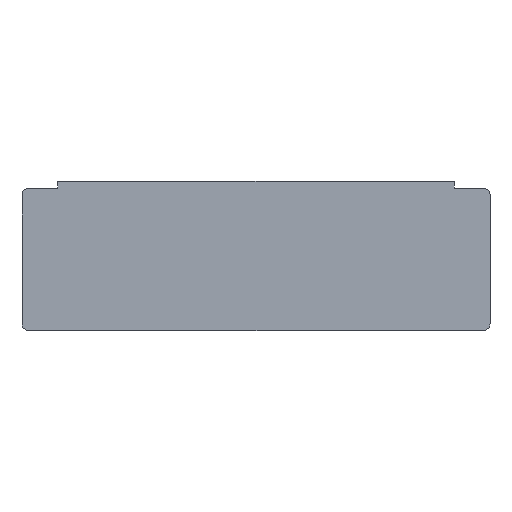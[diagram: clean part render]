
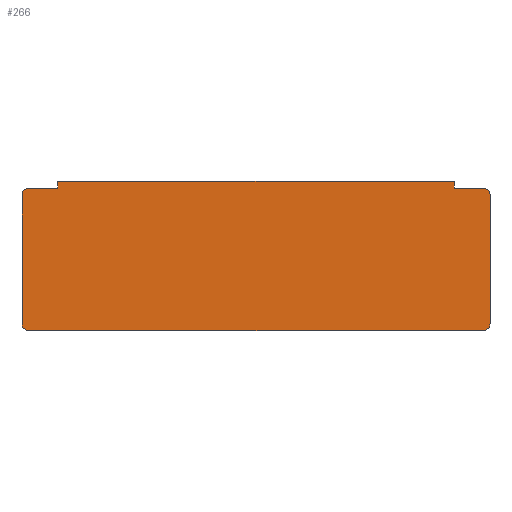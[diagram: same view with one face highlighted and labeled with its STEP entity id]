
A CAD part, top view. The second image highlights one B-rep face of the part: STEP entity #266.
In plain terms, the highlighted planar face has unit normal (0, 0, 1).
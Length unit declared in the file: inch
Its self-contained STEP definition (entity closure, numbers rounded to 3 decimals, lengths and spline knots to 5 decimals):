
#15=CIRCLE('',#292,0.11811);
#17=CIRCLE('',#296,0.11811);
#19=CIRCLE('',#300,0.11811);
#21=CIRCLE('',#304,0.11811);
#40=FACE_OUTER_BOUND('',#54,.T.);
#54=EDGE_LOOP('',(#231,#232,#233,#234,#235,#236,#237,#238,#239,#240,#241,
#242));
#55=LINE('',#387,#83);
#59=LINE('',#395,#87);
#62=LINE('',#401,#90);
#65=LINE('',#407,#93);
#69=LINE('',#419,#97);
#73=LINE('',#431,#101);
#77=LINE('',#443,#105);
#81=LINE('',#454,#109);
#83=VECTOR('',#313,0.3937);
#87=VECTOR('',#319,0.3937);
#90=VECTOR('',#324,0.3937);
#93=VECTOR('',#329,0.3937);
#97=VECTOR('',#341,0.3937);
#101=VECTOR('',#353,0.3937);
#105=VECTOR('',#365,0.3937);
#109=VECTOR('',#377,0.3937);
#111=VERTEX_POINT('',#385);
#112=VERTEX_POINT('',#386);
#115=VERTEX_POINT('',#394);
#117=VERTEX_POINT('',#400);
#119=VERTEX_POINT('',#406);
#121=VERTEX_POINT('',#412);
#123=VERTEX_POINT('',#418);
#125=VERTEX_POINT('',#424);
#127=VERTEX_POINT('',#430);
#129=VERTEX_POINT('',#436);
#131=VERTEX_POINT('',#442);
#133=VERTEX_POINT('',#448);
#135=EDGE_CURVE('',#111,#112,#55,.T.);
#139=EDGE_CURVE('',#112,#115,#59,.T.);
#142=EDGE_CURVE('',#115,#117,#62,.T.);
#145=EDGE_CURVE('',#117,#119,#65,.T.);
#148=EDGE_CURVE('',#119,#121,#15,.T.);
#151=EDGE_CURVE('',#121,#123,#69,.T.);
#154=EDGE_CURVE('',#123,#125,#17,.T.);
#157=EDGE_CURVE('',#125,#127,#73,.T.);
#160=EDGE_CURVE('',#127,#129,#19,.T.);
#163=EDGE_CURVE('',#129,#131,#77,.T.);
#166=EDGE_CURVE('',#131,#133,#21,.T.);
#169=EDGE_CURVE('',#133,#111,#81,.T.);
#231=ORIENTED_EDGE('',*,*,#135,.F.);
#232=ORIENTED_EDGE('',*,*,#169,.F.);
#233=ORIENTED_EDGE('',*,*,#166,.F.);
#234=ORIENTED_EDGE('',*,*,#163,.F.);
#235=ORIENTED_EDGE('',*,*,#160,.F.);
#236=ORIENTED_EDGE('',*,*,#157,.F.);
#237=ORIENTED_EDGE('',*,*,#154,.F.);
#238=ORIENTED_EDGE('',*,*,#151,.F.);
#239=ORIENTED_EDGE('',*,*,#148,.F.);
#240=ORIENTED_EDGE('',*,*,#145,.F.);
#241=ORIENTED_EDGE('',*,*,#142,.F.);
#242=ORIENTED_EDGE('',*,*,#139,.F.);
#252=PLANE('',#308);
#266=ADVANCED_FACE('',(#40),#252,.T.);
#292=AXIS2_PLACEMENT_3D('',#413,#334,#335);
#296=AXIS2_PLACEMENT_3D('',#425,#346,#347);
#300=AXIS2_PLACEMENT_3D('',#437,#358,#359);
#304=AXIS2_PLACEMENT_3D('',#449,#370,#371);
#308=AXIS2_PLACEMENT_3D('',#457,#381,#382);
#313=DIRECTION('',(0.,1.,0.));
#319=DIRECTION('',(1.,0.,0.));
#324=DIRECTION('',(0.,-1.,0.));
#329=DIRECTION('',(1.,0.,0.));
#334=DIRECTION('center_axis',(0.,0.,-1.));
#335=DIRECTION('ref_axis',(1.,0.,0.));
#341=DIRECTION('',(0.,-1.,0.));
#346=DIRECTION('center_axis',(0.,0.,-1.));
#347=DIRECTION('ref_axis',(0.,-1.,0.));
#353=DIRECTION('',(-1.,0.,0.));
#358=DIRECTION('center_axis',(0.,0.,-1.));
#359=DIRECTION('ref_axis',(-1.,0.,0.));
#365=DIRECTION('',(0.,1.,0.));
#370=DIRECTION('center_axis',(0.,0.,-1.));
#371=DIRECTION('ref_axis',(0.,1.,0.));
#377=DIRECTION('',(1.,0.,0.));
#381=DIRECTION('center_axis',(0.,0.,1.));
#382=DIRECTION('ref_axis',(1.,0.,0.));
#385=CARTESIAN_POINT('',(0.51378,2.63189,0.11811));
#386=CARTESIAN_POINT('',(0.51378,2.75,0.11811));
#387=CARTESIAN_POINT('',(0.51378,2.75,0.11811));
#394=CARTESIAN_POINT('',(7.51378,2.75,0.11811));
#395=CARTESIAN_POINT('',(7.51378,2.75,0.11811));
#400=CARTESIAN_POINT('',(7.51378,2.63189,0.11811));
#401=CARTESIAN_POINT('',(7.51378,2.63189,0.11811));
#406=CARTESIAN_POINT('',(8.02756,2.63189,0.11811));
#407=CARTESIAN_POINT('',(8.02756,2.63189,0.11811));
#412=CARTESIAN_POINT('',(8.14567,2.51378,0.11811));
#413=CARTESIAN_POINT('Origin',(8.02756,2.51378,0.11811));
#418=CARTESIAN_POINT('',(8.14567,0.23622,0.11811));
#419=CARTESIAN_POINT('',(8.14567,0.23622,0.11811));
#424=CARTESIAN_POINT('',(8.02756,0.11811,0.11811));
#425=CARTESIAN_POINT('Origin',(8.02756,0.23622,0.11811));
#430=CARTESIAN_POINT('',(0.,0.11811,0.11811));
#431=CARTESIAN_POINT('',(0.,0.11811,0.11811));
#436=CARTESIAN_POINT('',(-0.11811,0.23622,0.11811));
#437=CARTESIAN_POINT('Origin',(0.,0.23622,
0.11811));
#442=CARTESIAN_POINT('',(-0.11811,2.51378,0.11811));
#443=CARTESIAN_POINT('',(-0.11811,2.51378,0.11811));
#448=CARTESIAN_POINT('',(0.,2.63189,0.11811));
#449=CARTESIAN_POINT('Origin',(0.,2.51378,0.11811));
#454=CARTESIAN_POINT('',(0.51378,2.63189,0.11811));
#457=CARTESIAN_POINT('Origin',(4.01378,1.4277,0.11811));
